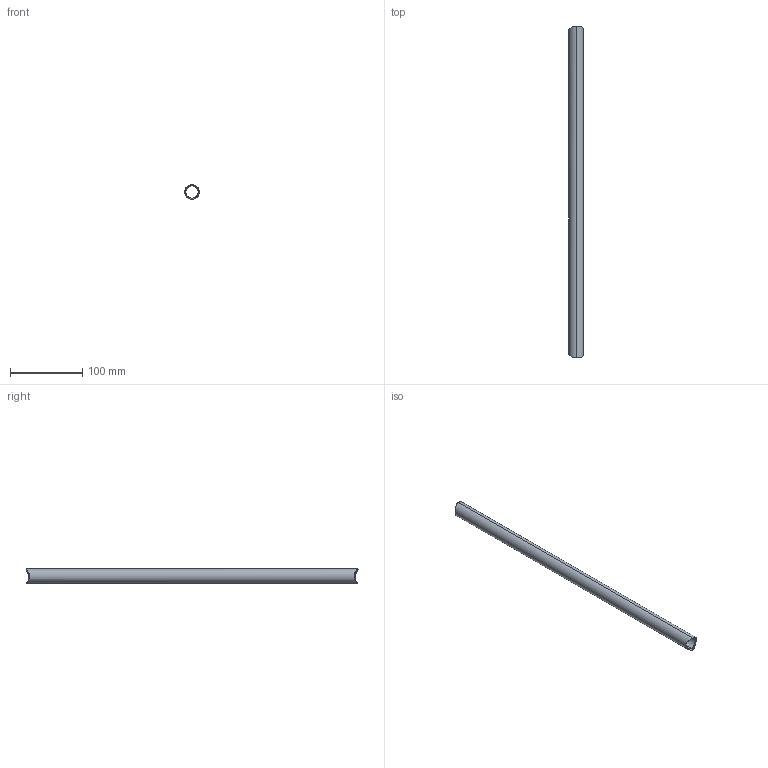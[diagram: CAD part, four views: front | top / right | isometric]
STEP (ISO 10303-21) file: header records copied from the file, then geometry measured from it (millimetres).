
FILE_DESCRIPTION(('STEP AP214'),'1');
FILE_NAME('113.stp','2018-02-08T14:22:24',(' '),(' '),'Spatial InterOp 3D',' ',' ');
FILE_SCHEMA(('automotive_design'));
Length unit declared in the file: metre
Products named in the file (1): Corps1
Bounding box: 19.99 x 459.21 x 20 mm (x, y, z)
Volume: 39565.7 mm3; surface area: 52977.4 mm2
Topology: 1 solids, 1 shells, 12 faces, 38 edges, 26 vertices
Faces by surface type: cylinder 6, extrusion 6
Entity records: 881 total; most frequent: CARTESIAN_POINT 445, ORIENTED_EDGE 76, DIRECTION 48, EDGE_CURVE 38, B_SPLINE_CURVE_WITH_KNOTS 26, VERTEX_POINT 26, AXIS2_PLACEMENT_3D 17, VECTOR 14
